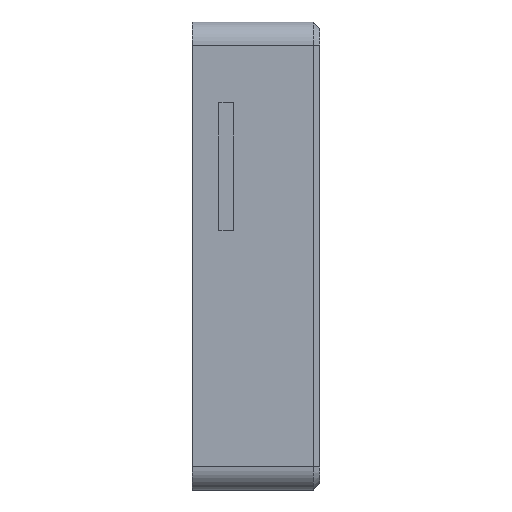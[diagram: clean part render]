
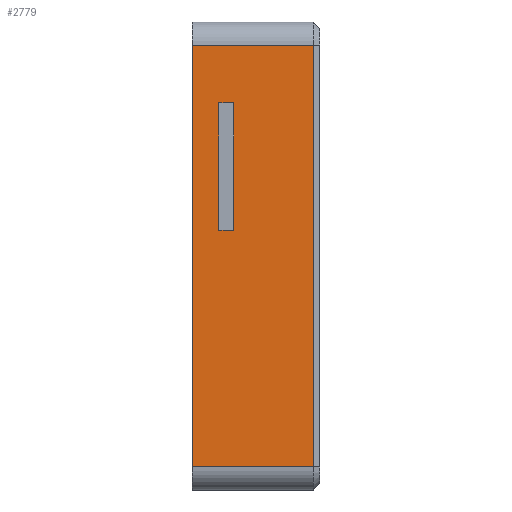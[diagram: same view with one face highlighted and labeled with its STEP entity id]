
A CAD part, left-side view. The second image highlights one B-rep face of the part: STEP entity #2779.
In plain terms, the highlighted planar face has unit normal (-1, 0, 0).
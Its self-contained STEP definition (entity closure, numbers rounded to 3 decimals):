
#460 = PLANE ( 'NONE',  #5179 ) ;
#464 = CARTESIAN_POINT ( 'NONE',  ( -110., 30., -49.5 ) ) ;
#468 = DIRECTION ( 'NONE',  ( 1., 0., 0. ) ) ;
#497 = DIRECTION ( 'NONE',  ( 0., 0., -1. ) ) ;
#624 = CARTESIAN_POINT ( 'NONE',  ( -110., 30., 49.5 ) ) ;
#629 = CARTESIAN_POINT ( 'NONE',  ( -110., 20.25, 6. ) ) ;
#638 = CARTESIAN_POINT ( 'NONE',  ( -110., 23.75, 36. ) ) ;
#655 = CARTESIAN_POINT ( 'NONE',  ( -110., 20.25, 36. ) ) ;
#660 = CARTESIAN_POINT ( 'NONE',  ( -110., 23.75, 6. ) ) ;
#678 = CARTESIAN_POINT ( 'NONE',  ( -110., 1.5, 49.5 ) ) ;
#702 = CARTESIAN_POINT ( 'NONE',  ( -110., 1.5, -49.5 ) ) ;
#705 = CARTESIAN_POINT ( 'NONE',  ( -110., 30., -49.5 ) ) ;
#1584 = LINE ( 'NONE', #10974, #1591 ) ;
#1591 = VECTOR ( 'NONE', #10983, 1000. ) ;
#1595 = LINE ( 'NONE', #10949, #1600 ) ;
#1598 = VECTOR ( 'NONE', #10888, 1000. ) ;
#1600 = VECTOR ( 'NONE', #10946, 1000. ) ;
#1603 = LINE ( 'NONE', #10951, #1621 ) ;
#1614 = LINE ( 'NONE', #10869, #1598 ) ;
#1621 = VECTOR ( 'NONE', #10917, 1000. ) ;
#1648 = LINE ( 'NONE', #11076, #1652 ) ;
#1652 = VECTOR ( 'NONE', #11057, 1000. ) ;
#1659 = VECTOR ( 'NONE', #11035, 1000. ) ;
#1671 = LINE ( 'NONE', #11030, #1659 ) ;
#1692 = LINE ( 'NONE', #11117, #1739 ) ;
#1715 = VECTOR ( 'NONE', #11103, 1000. ) ;
#1726 = LINE ( 'NONE', #11111, #1715 ) ;
#1739 = VECTOR ( 'NONE', #11122, 1000. ) ;
#2779 = ADVANCED_FACE ( 'NONE', ( #6079, #6053 ), #460, .F. ) ;
#2895 = VERTEX_POINT ( 'NONE', #660 ) ;
#2904 = VERTEX_POINT ( 'NONE', #655 ) ;
#2914 = VERTEX_POINT ( 'NONE', #624 ) ;
#2932 = VERTEX_POINT ( 'NONE', #638 ) ;
#2961 = VERTEX_POINT ( 'NONE', #629 ) ;
#2970 = VERTEX_POINT ( 'NONE', #678 ) ;
#2972 = VERTEX_POINT ( 'NONE', #702 ) ;
#2973 = VERTEX_POINT ( 'NONE', #705 ) ;
#4293 = ORIENTED_EDGE ( 'NONE', *, *, #6796, .F. ) ;
#4297 = ORIENTED_EDGE ( 'NONE', *, *, #6715, .T. ) ;
#4305 = ORIENTED_EDGE ( 'NONE', *, *, #6750, .F. ) ;
#4332 = ORIENTED_EDGE ( 'NONE', *, *, #6721, .F. ) ;
#4334 = ORIENTED_EDGE ( 'NONE', *, *, #6739, .T. ) ;
#4339 = ORIENTED_EDGE ( 'NONE', *, *, #6779, .F. ) ;
#4340 = ORIENTED_EDGE ( 'NONE', *, *, #6726, .F. ) ;
#4345 = ORIENTED_EDGE ( 'NONE', *, *, #6788, .F. ) ;
#5179 = AXIS2_PLACEMENT_3D ( 'NONE', #464, #468, #497 ) ;
#6053 = FACE_OUTER_BOUND ( 'NONE', #11689, .T. ) ;
#6079 = FACE_BOUND ( 'NONE', #11721, .T. ) ;
#6715 = EDGE_CURVE ( 'NONE', #2972, #2970, #1614, .T. ) ;
#6721 = EDGE_CURVE ( 'NONE', #2961, #2904, #1595, .T. ) ;
#6726 = EDGE_CURVE ( 'NONE', #2914, #2970, #1603, .T. ) ;
#6739 = EDGE_CURVE ( 'NONE', #2973, #2972, #1584, .T. ) ;
#6750 = EDGE_CURVE ( 'NONE', #2904, #2932, #1671, .T. ) ;
#6779 = EDGE_CURVE ( 'NONE', #2932, #2895, #1648, .T. ) ;
#6788 = EDGE_CURVE ( 'NONE', #2973, #2914, #1726, .T. ) ;
#6796 = EDGE_CURVE ( 'NONE', #2895, #2961, #1692, .T. ) ;
#10869 = CARTESIAN_POINT ( 'NONE',  ( -110., 1.5, -49.5 ) ) ;
#10888 = DIRECTION ( 'NONE',  ( 0., 0., 1. ) ) ;
#10917 = DIRECTION ( 'NONE',  ( 0., -1., 0. ) ) ;
#10946 = DIRECTION ( 'NONE',  ( 0., 0., 1. ) ) ;
#10949 = CARTESIAN_POINT ( 'NONE',  ( -110., 20.25, 6. ) ) ;
#10951 = CARTESIAN_POINT ( 'NONE',  ( -110., 30., 49.5 ) ) ;
#10974 = CARTESIAN_POINT ( 'NONE',  ( -110., 30., -49.5 ) ) ;
#10983 = DIRECTION ( 'NONE',  ( 0., -1., 0. ) ) ;
#11030 = CARTESIAN_POINT ( 'NONE',  ( -110., 23.75, 36. ) ) ;
#11035 = DIRECTION ( 'NONE',  ( 0., 1., 0. ) ) ;
#11057 = DIRECTION ( 'NONE',  ( 0., 0., -1. ) ) ;
#11076 = CARTESIAN_POINT ( 'NONE',  ( -110., 23.75, 6. ) ) ;
#11103 = DIRECTION ( 'NONE',  ( 0., 0., 1. ) ) ;
#11111 = CARTESIAN_POINT ( 'NONE',  ( -110., 30., -49.5 ) ) ;
#11117 = CARTESIAN_POINT ( 'NONE',  ( -110., 23.75, 6. ) ) ;
#11122 = DIRECTION ( 'NONE',  ( 0., -1., 0. ) ) ;
#11689 = EDGE_LOOP ( 'NONE', ( #4334, #4297, #4340, #4345 ) ) ;
#11721 = EDGE_LOOP ( 'NONE', ( #4339, #4305, #4332, #4293 ) ) ;
